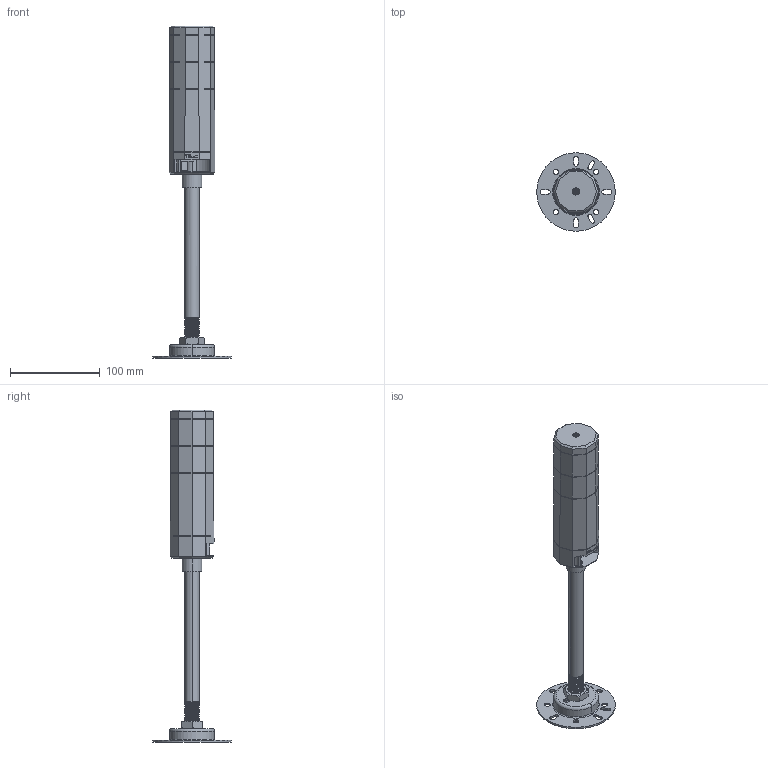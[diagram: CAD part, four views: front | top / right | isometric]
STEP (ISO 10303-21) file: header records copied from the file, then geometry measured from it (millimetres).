
FILE_DESCRIPTION (( 'STEP AP203' ), '1' );
FILE_NAME ('NLA50DC-2B4DZ SERIES.STEP', '2026-03-09T03:04:28', ( '' ), ( '' ), 'SwSTEP 2.0', 'SolidWorks 2021', '' );
FILE_SCHEMA (( 'CONFIG_CONTROL_DESIGN' ));
Length unit declared in the file: millimetre
Products named in the file (1): NLA50DC-2B4DZ SERIES
Bounding box: 87.5 x 87.5 x 370 mm (x, y, z)
Volume: 336673.4 mm3; surface area: 86801.3 mm2
Topology: 19 solids, 19 shells, 557 faces, 1446 edges, 944 vertices
Faces by surface type: plane 318, cylinder 168, cone 28, bspline 25, torus 12, sphere 6
Entity records: 23149 total; most frequent: CARTESIAN_POINT 9541, ORIENTED_EDGE 2892, DIRECTION 2688, EDGE_CURVE 1446, VERTEX_POINT 944, AXIS2_PLACEMENT_3D 910, VECTOR 868, LINE 868
